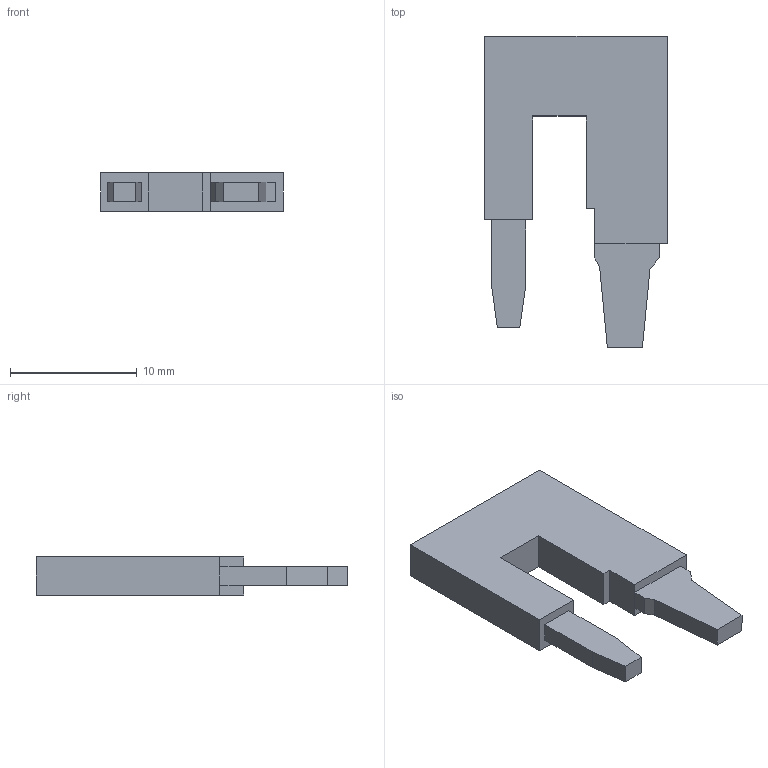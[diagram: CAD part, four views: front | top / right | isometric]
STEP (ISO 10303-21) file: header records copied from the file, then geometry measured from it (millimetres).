
FILE_DESCRIPTION(('STEP AP214'),'1');
FILE_NAME(' ',' ',('TraceParts'),('TraceParts S.A.'),'XStep 1.0',' ',' ');
FILE_SCHEMA(('automotive_design'));
Length unit declared in the file: millimetre
Products named in the file (1): 3047251_RB_UT_6_2.5_4_select|3047251_RB_UT_6_2.5_4_select;3047251_RB_UT_6_2.5_4_select
Bounding box: 14.44 x 24.6 x 3 mm (x, y, z)
Volume: 632.8 mm3; surface area: 754 mm2
Topology: 1 solids, 1 shells, 28 faces, 73 edges, 48 vertices
Faces by surface type: plane 28
Entity records: 856 total; most frequent: CARTESIAN_POINT 150, ORIENTED_EDGE 146, DIRECTION 131, EDGE_CURVE 73, LINE 73, VECTOR 73, VERTEX_POINT 48, AXIS2_PLACEMENT_3D 29
